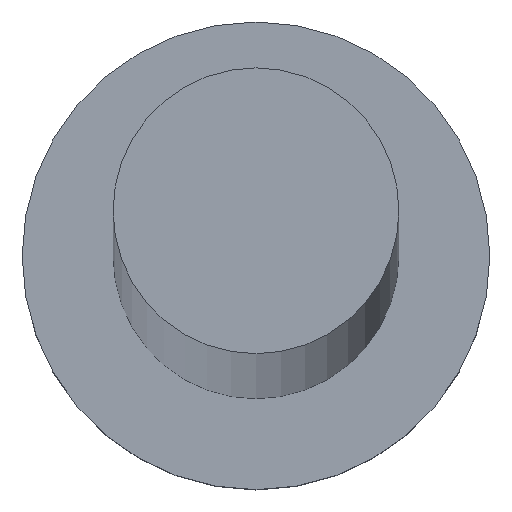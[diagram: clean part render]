
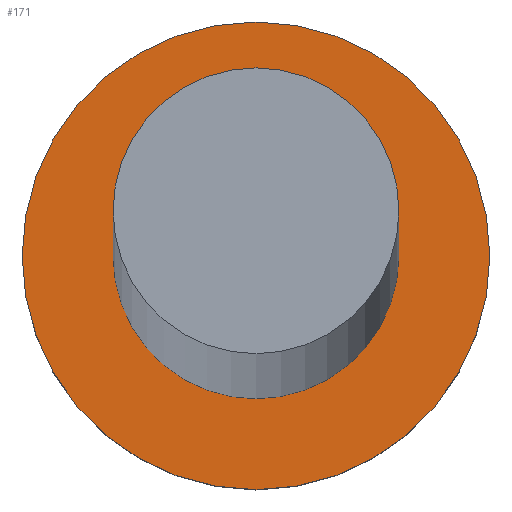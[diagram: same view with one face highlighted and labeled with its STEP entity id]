
A CAD part, top view. The second image highlights one B-rep face of the part: STEP entity #171.
In plain terms, the highlighted planar face has unit normal (0, 0, 1).
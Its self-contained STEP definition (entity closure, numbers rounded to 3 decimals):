
#1 = CIRCLE ( 'NONE', #7, 9. ) ;
#7 = AXIS2_PLACEMENT_3D ( 'NONE', #245, #142, #223 ) ;
#10 = DIRECTION ( 'NONE',  ( 1., 0., 0. ) ) ;
#12 = EDGE_CURVE ( 'NONE', #70, #43, #176, .T. ) ;
#32 = DIRECTION ( 'NONE',  ( 1., 0., 0. ) ) ;
#43 = VERTEX_POINT ( 'NONE', #220 ) ;
#46 = DIRECTION ( 'NONE',  ( 0., 0., 1. ) ) ;
#50 = PLANE ( 'NONE',  #168 ) ;
#53 = DIRECTION ( 'NONE',  ( 0., 0., 1. ) ) ;
#61 = CARTESIAN_POINT ( 'NONE',  ( 0., 0., 6.5 ) ) ;
#68 = ORIENTED_EDGE ( 'NONE', *, *, #71, .T. ) ;
#70 = VERTEX_POINT ( 'NONE', #221 ) ;
#71 = EDGE_CURVE ( 'NONE', #126, #169, #85, .T. ) ;
#72 = AXIS2_PLACEMENT_3D ( 'NONE', #254, #122, #32 ) ;
#79 = CARTESIAN_POINT ( 'NONE',  ( 9., 0., 6.5 ) ) ;
#84 = EDGE_LOOP ( 'NONE', ( #152, #94 ) ) ;
#85 = CIRCLE ( 'NONE', #211, 9. ) ;
#94 = ORIENTED_EDGE ( 'NONE', *, *, #12, .F. ) ;
#97 = CARTESIAN_POINT ( 'NONE',  ( 0., 0., 6.5 ) ) ;
#110 = CIRCLE ( 'NONE', #243, 5.5 ) ;
#116 = DIRECTION ( 'NONE',  ( 1., 0., 0. ) ) ;
#122 = DIRECTION ( 'NONE',  ( 0., 0., 1. ) ) ;
#126 = VERTEX_POINT ( 'NONE', #187 ) ;
#136 = DIRECTION ( 'NONE',  ( 0., 0., 1. ) ) ;
#141 = FACE_OUTER_BOUND ( 'NONE', #237, .T. ) ;
#142 = DIRECTION ( 'NONE',  ( 0., 0., 1. ) ) ;
#152 = ORIENTED_EDGE ( 'NONE', *, *, #210, .F. ) ;
#168 = AXIS2_PLACEMENT_3D ( 'NONE', #61, #46, #116 ) ;
#169 = VERTEX_POINT ( 'NONE', #79 ) ;
#171 = ADVANCED_FACE ( 'NONE', ( #242, #141 ), #50, .T. ) ;
#175 = ORIENTED_EDGE ( 'NONE', *, *, #226, .T. ) ;
#176 = CIRCLE ( 'NONE', #72, 5.5 ) ;
#187 = CARTESIAN_POINT ( 'NONE',  ( -9., 0., 6.5 ) ) ;
#192 = DIRECTION ( 'NONE',  ( 1., 0., 0. ) ) ;
#210 = EDGE_CURVE ( 'NONE', #43, #70, #110, .T. ) ;
#211 = AXIS2_PLACEMENT_3D ( 'NONE', #97, #136, #10 ) ;
#220 = CARTESIAN_POINT ( 'NONE',  ( -5.5, 0., 6.5 ) ) ;
#221 = CARTESIAN_POINT ( 'NONE',  ( 5.5, 0., 6.5 ) ) ;
#223 = DIRECTION ( 'NONE',  ( 1., 0., 0. ) ) ;
#224 = CARTESIAN_POINT ( 'NONE',  ( 0., 0., 6.5 ) ) ;
#226 = EDGE_CURVE ( 'NONE', #169, #126, #1, .T. ) ;
#237 = EDGE_LOOP ( 'NONE', ( #68, #175 ) ) ;
#242 = FACE_BOUND ( 'NONE', #84, .T. ) ;
#243 = AXIS2_PLACEMENT_3D ( 'NONE', #224, #53, #192 ) ;
#245 = CARTESIAN_POINT ( 'NONE',  ( 0., 0., 6.5 ) ) ;
#254 = CARTESIAN_POINT ( 'NONE',  ( 0., 0., 6.5 ) ) ;
